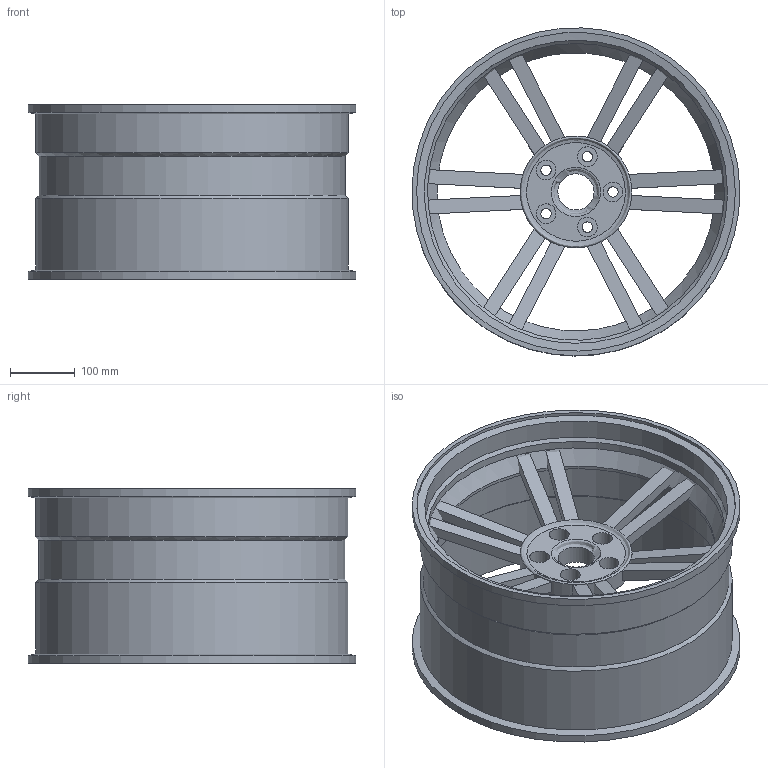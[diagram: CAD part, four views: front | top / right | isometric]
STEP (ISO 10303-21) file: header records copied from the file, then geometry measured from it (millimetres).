
FILE_DESCRIPTION((('zoo.dev export')), '2;1');
FILE_NAME('dump.step', '1970-01-01T00:00:00.0+00:00', ('Author unknown'), ('Organization unknown'), 'zoo.dev beta', 'zoo.dev', 'Authorization unknown');
FILE_SCHEMA(('AP203_CONFIGURATION_CONTROLLED_3D_DESIGN_OF_MECHANICAL_PARTS_AND_ASSEMBLIES_MIM_LF'));
Length unit declared in the file: metre
Products named in the file (16): UNIDENTIFIED_PRODUCT
Bounding box: 506.64 x 506.5 x 270.13 mm (x, y, z)
Volume: 5176162.5 mm3; surface area: 1219838.1 mm2
Topology: 17 solids, 17 shells, 122 faces, 250 edges, 156 vertices
Faces by surface type: plane 79, bspline 43
Entity records: 4051 total; most frequent: CARTESIAN_POINT 1781, ORIENTED_EDGE 500, DIRECTION 267, EDGE_CURVE 250, VECTOR 188, LINE 188, VERTEX_POINT 156, EDGE_LOOP 146
